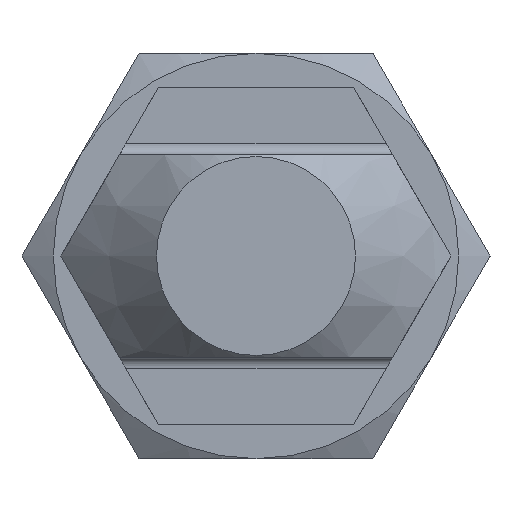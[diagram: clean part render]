
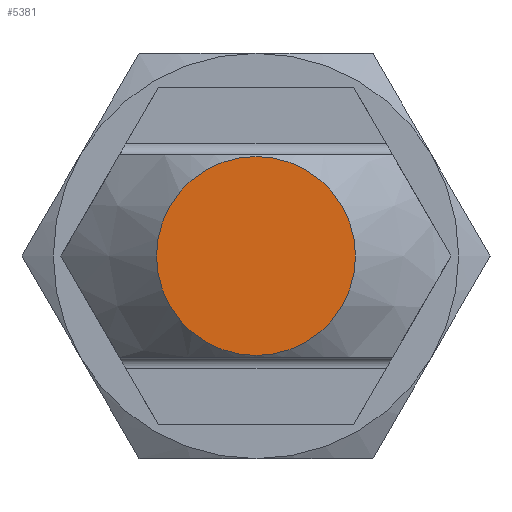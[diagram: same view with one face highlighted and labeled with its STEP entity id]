
A CAD part, left-side view. The second image highlights one B-rep face of the part: STEP entity #5381.
In plain terms, the highlighted face is planar.
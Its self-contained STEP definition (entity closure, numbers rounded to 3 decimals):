
#540 = VERTEX_POINT ( 'NONE', #3001 ) ;
#763 = CARTESIAN_POINT ( 'NONE',  ( 7.95, 0., 0. ) ) ;
#786 = PLANE ( 'NONE',  #2553 ) ;
#873 = CARTESIAN_POINT ( 'NONE',  ( 7.95, 0., 0. ) ) ;
#1317 = DIRECTION ( 'NONE',  ( 0., 0., -1. ) ) ;
#1408 = DIRECTION ( 'NONE',  ( 0., 0., 1. ) ) ;
#2202 = AXIS2_PLACEMENT_3D ( 'NONE', #873, #4622, #1408 ) ;
#2553 = AXIS2_PLACEMENT_3D ( 'NONE', #763, #4533, #1317 ) ;
#3001 = CARTESIAN_POINT ( 'NONE',  ( 7.95, 0., 2.338 ) ) ;
#3703 = ORIENTED_EDGE ( 'NONE', *, *, #5573, .F. ) ;
#3902 = EDGE_LOOP ( 'NONE', ( #3703 ) ) ;
#4307 = CIRCLE ( 'NONE', #2202, 2.338 ) ;
#4533 = DIRECTION ( 'NONE',  ( 1., 0., 0. ) ) ;
#4622 = DIRECTION ( 'NONE',  ( -1., 0., 0. ) ) ;
#5381 = ADVANCED_FACE ( 'NONE', ( #6235 ), #786, .T. ) ;
#5573 = EDGE_CURVE ( 'NONE', #540, #540, #4307, .T. ) ;
#6235 = FACE_OUTER_BOUND ( 'NONE', #3902, .T. ) ;
